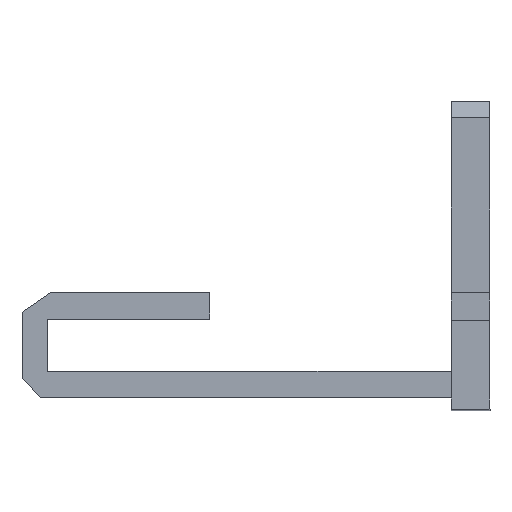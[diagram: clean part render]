
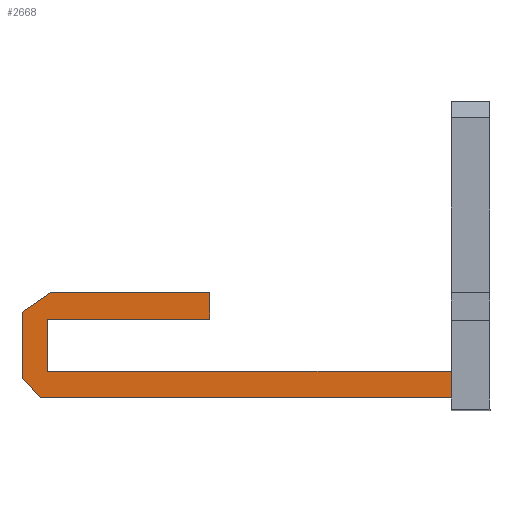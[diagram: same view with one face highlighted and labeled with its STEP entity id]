
A CAD part, top view. The second image highlights one B-rep face of the part: STEP entity #2668.
In plain terms, the highlighted planar face has unit normal (0, 0, 1).
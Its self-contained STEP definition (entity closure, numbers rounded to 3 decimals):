
#420=FACE_OUTER_BOUND('',#573,.T.);
#573=EDGE_LOOP('',(#2344,#2345,#2346,#2347,#2348,#2349,#2350,#2351,#2352,
#2353));
#785=LINE('',#6883,#1014);
#788=LINE('',#6888,#1017);
#790=LINE('',#6892,#1019);
#791=LINE('',#6895,#1020);
#792=LINE('',#6897,#1021);
#793=LINE('',#6899,#1022);
#794=LINE('',#6901,#1023);
#795=LINE('',#6903,#1024);
#796=LINE('',#6905,#1025);
#797=LINE('',#6906,#1026);
#1014=VECTOR('',#3105,10.);
#1017=VECTOR('',#3110,10.);
#1019=VECTOR('',#3114,10.);
#1020=VECTOR('',#3117,10.);
#1021=VECTOR('',#3118,10.);
#1022=VECTOR('',#3119,10.);
#1023=VECTOR('',#3120,10.);
#1024=VECTOR('',#3121,10.);
#1025=VECTOR('',#3122,10.);
#1026=VECTOR('',#3123,10.);
#1289=VERTEX_POINT('',#6880);
#1290=VERTEX_POINT('',#6882);
#1291=VERTEX_POINT('',#6886);
#1292=VERTEX_POINT('',#6890);
#1293=VERTEX_POINT('',#6894);
#1294=VERTEX_POINT('',#6896);
#1295=VERTEX_POINT('',#6898);
#1296=VERTEX_POINT('',#6900);
#1297=VERTEX_POINT('',#6902);
#1298=VERTEX_POINT('',#6904);
#1669=EDGE_CURVE('',#1290,#1289,#785,.T.);
#1672=EDGE_CURVE('',#1289,#1291,#788,.T.);
#1674=EDGE_CURVE('',#1291,#1292,#790,.T.);
#1675=EDGE_CURVE('',#1292,#1293,#791,.T.);
#1676=EDGE_CURVE('',#1293,#1294,#792,.T.);
#1677=EDGE_CURVE('',#1294,#1295,#793,.T.);
#1678=EDGE_CURVE('',#1295,#1296,#794,.T.);
#1679=EDGE_CURVE('',#1296,#1297,#795,.T.);
#1680=EDGE_CURVE('',#1297,#1298,#796,.T.);
#1681=EDGE_CURVE('',#1298,#1290,#797,.T.);
#2344=ORIENTED_EDGE('',*,*,#1672,.T.);
#2345=ORIENTED_EDGE('',*,*,#1674,.T.);
#2346=ORIENTED_EDGE('',*,*,#1675,.T.);
#2347=ORIENTED_EDGE('',*,*,#1676,.T.);
#2348=ORIENTED_EDGE('',*,*,#1677,.T.);
#2349=ORIENTED_EDGE('',*,*,#1678,.T.);
#2350=ORIENTED_EDGE('',*,*,#1679,.T.);
#2351=ORIENTED_EDGE('',*,*,#1680,.T.);
#2352=ORIENTED_EDGE('',*,*,#1681,.T.);
#2353=ORIENTED_EDGE('',*,*,#1669,.T.);
#2530=PLANE('',#2776);
#2668=ADVANCED_FACE('',(#420),#2530,.T.);
#2776=AXIS2_PLACEMENT_3D('',#6893,#3115,#3116);
#3105=DIRECTION('',(-0.829,-0.559,0.));
#3110=DIRECTION('',(0.,-1.,0.));
#3114=DIRECTION('',(0.663,-0.749,0.));
#3115=DIRECTION('center_axis',(0.,0.,
1.));
#3116=DIRECTION('ref_axis',(1.,0.,0.));
#3117=DIRECTION('',(1.,0.,0.));
#3118=DIRECTION('',(0.,1.,0.));
#3119=DIRECTION('',(-1.,0.,0.));
#3120=DIRECTION('',(0.,1.,0.));
#3121=DIRECTION('',(1.,0.,0.));
#3122=DIRECTION('',(0.,1.,0.));
#3123=DIRECTION('',(-1.,0.,0.));
#6880=CARTESIAN_POINT('',(-99.568,71.611,303.5));
#6882=CARTESIAN_POINT('',(-94.345,75.13,303.5));
#6883=CARTESIAN_POINT('',(-101.768,70.129,303.5));
#6886=CARTESIAN_POINT('',(-99.568,59.855,303.5));
#6888=CARTESIAN_POINT('',(-99.568,63.373,303.5));
#6890=CARTESIAN_POINT('',(-96.269,56.129,303.5));
#6892=CARTESIAN_POINT('',(-101.568,62.114,303.5));
#6893=CARTESIAN_POINT('Origin',(-61.767,64.632,303.5));
#6894=CARTESIAN_POINT('',(-21.966,56.141,303.5));
#6895=CARTESIAN_POINT('',(-78.221,56.132,303.5));
#6896=CARTESIAN_POINT('',(-21.967,60.941,303.5));
#6897=CARTESIAN_POINT('',(-21.966,54.341,303.5));
#6898=CARTESIAN_POINT('',(-94.967,60.93,303.5));
#6899=CARTESIAN_POINT('',(-21.967,60.941,303.5));
#6900=CARTESIAN_POINT('',(-94.968,70.33,303.5));
#6901=CARTESIAN_POINT('',(-94.967,60.93,303.5));
#6902=CARTESIAN_POINT('',(-65.598,70.334,303.5));
#6903=CARTESIAN_POINT('',(-94.968,70.33,303.5));
#6904=CARTESIAN_POINT('',(-65.598,75.134,303.5));
#6905=CARTESIAN_POINT('',(-65.598,70.134,303.5));
#6906=CARTESIAN_POINT('',(-65.598,75.134,303.5));
